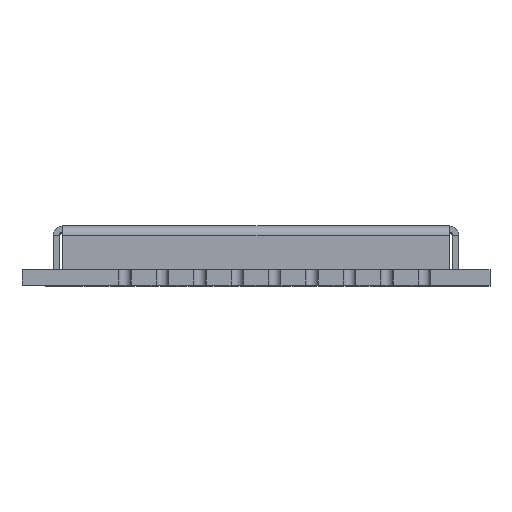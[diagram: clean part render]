
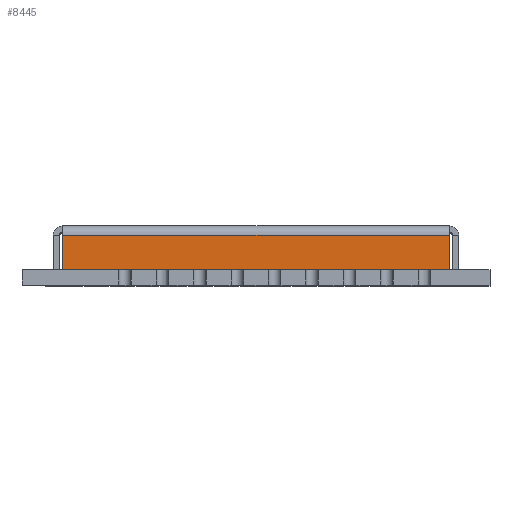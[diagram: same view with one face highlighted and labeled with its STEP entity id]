
A CAD part, top view. The second image highlights one B-rep face of the part: STEP entity #8445.
In plain terms, the highlighted planar face has unit normal (0, 0, 1).
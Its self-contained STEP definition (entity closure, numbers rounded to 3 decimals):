
#7750=DIRECTION('',(-1.,0.,0.));
#7751=VECTOR('',#7750,12.4);
#7752=CARTESIAN_POINT('',(6.2,-0.3,6.5));
#7753=LINE('',#7752,#7751);
#7778=DIRECTION('',(0.,-1.,0.));
#7779=VECTOR('',#7778,1.1);
#7780=CARTESIAN_POINT('',(-6.2,-0.3,6.5));
#7781=LINE('',#7780,#7779);
#7782=DIRECTION('',(0.,1.,0.));
#7783=VECTOR('',#7782,1.1);
#7784=CARTESIAN_POINT('',(6.2,-1.4,6.5));
#7785=LINE('',#7784,#7783);
#7786=DIRECTION('',(1.,0.,0.));
#7787=VECTOR('',#7786,12.4);
#7788=CARTESIAN_POINT('',(-6.2,-1.4,6.5));
#7789=LINE('',#7788,#7787);
#8278=CARTESIAN_POINT('',(-6.2,-0.3,6.5));
#8279=CARTESIAN_POINT('',(-6.2,-1.4,6.5));
#8280=VERTEX_POINT('',#8278);
#8281=VERTEX_POINT('',#8279);
#8282=CARTESIAN_POINT('',(6.2,-1.4,6.5));
#8283=VERTEX_POINT('',#8282);
#8284=CARTESIAN_POINT('',(6.2,-0.3,6.5));
#8285=VERTEX_POINT('',#8284);
#8431=CARTESIAN_POINT('',(-6.2,0.,6.5));
#8432=DIRECTION('',(0.,0.,1.));
#8433=DIRECTION('',(-1.,0.,0.));
#8434=AXIS2_PLACEMENT_3D('',#8431,#8432,#8433);
#8435=PLANE('',#8434);
#8437=ORIENTED_EDGE('',*,*,#8436,.F.);
#8438=ORIENTED_EDGE('',*,*,#8418,.F.);
#8440=ORIENTED_EDGE('',*,*,#8439,.F.);
#8442=ORIENTED_EDGE('',*,*,#8441,.F.);
#8443=EDGE_LOOP('',(#8437,#8438,#8440,#8442));
#8444=FACE_OUTER_BOUND('',#8443,.F.);
#8418=EDGE_CURVE('',#8285,#8280,#7753,.T.);
#8436=EDGE_CURVE('',#8280,#8281,#7781,.T.);
#8439=EDGE_CURVE('',#8283,#8285,#7785,.T.);
#8441=EDGE_CURVE('',#8281,#8283,#7789,.T.);
#8445=ADVANCED_FACE('',(#8444),#8435,.T.);
